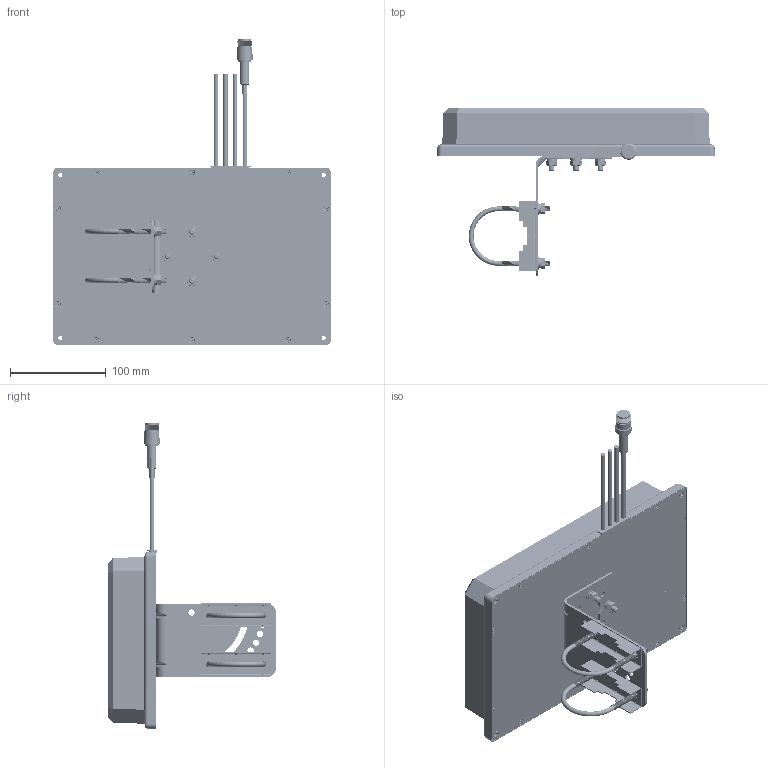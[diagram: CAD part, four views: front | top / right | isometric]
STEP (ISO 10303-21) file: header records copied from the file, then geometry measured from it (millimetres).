
FILE_DESCRIPTION (( 'STEP AP214' ), '1' );
FILE_NAME ('LCANFP1042_3D.step', '2023-02-22T21:14:08', ( '' ), ( '' ), 'SwSTEP 2.0', 'SolidWorks 2022', '' );
FILE_SCHEMA (( 'AUTOMOTIVE_DESIGN' ));
Length unit declared in the file: inch
Products named in the file (16): KA3X10.stp; DIANLAN-698.stp; DIANPIAN_6X13X1.stp; TANJIE_6.stp; LUOMU_M6.stp; JM_TA_02.stp; JM_TA_ASM.stp; DIBAN123.stp; JM_TA_03.stp; JM_TA_01.stp; CA-LMR-200_2_1" Long; HUTAO.stp; LCANFP1042_3D; PE44532; WAIZHAO223.stp; LCANFP1040_WNCPB12006Y.stp
Assembly tree (47 placements, depth 4):
  LCANFP1042_3D
    LCANFP1040_WNCPB12006Y.stp
      JM_TA_ASM.stp
        JM_TA_01.stp
        JM_TA_02.stp  x2
        JM_TA_03.stp  x2
        DIANPIAN_6X13X1.stp  x4
        TANJIE_6.stp  x4
        LUOMU_M6.stp  x4
      WAIZHAO223.stp
      DIBAN123.stp
      DIANPIAN_6X13X1.stp  x4
      TANJIE_6.stp  x4
      LUOMU_M6.stp  x4
      HUTAO.stp
      DIANLAN-698.stp
      KA3X10.stp  x10
    PE44532
    CA-LMR-200_2_1" Long
Bounding box: 290 x 175 x 319.32 mm (x, y, z)
Volume: 351834.4 mm3; surface area: 370913.4 mm2
Topology: 49 solids, 49 shells, 2906 faces, 7413 edges, 4624 vertices
Faces by surface type: cylinder 1108, bspline 626, plane 618, cone 430, torus 124
Entity records: 86657 total; most frequent: CARTESIAN_POINT 53505, ORIENTED_EDGE 7874, DIRECTION 5230, EDGE_CURVE 3937, VERTEX_POINT 2434, AXIS2_PLACEMENT_3D 1997, EDGE_LOOP 1697, FACE_OUTER_BOUND 1567
